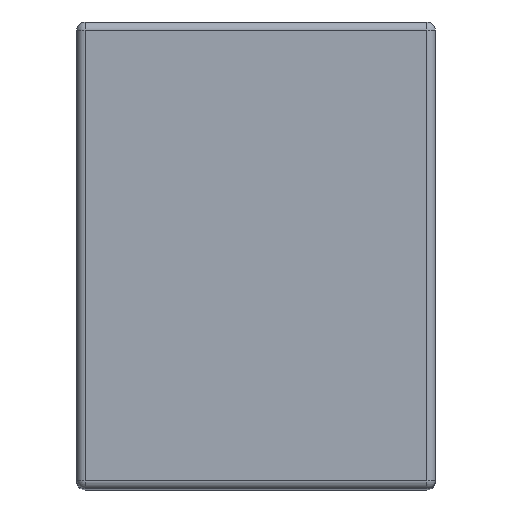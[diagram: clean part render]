
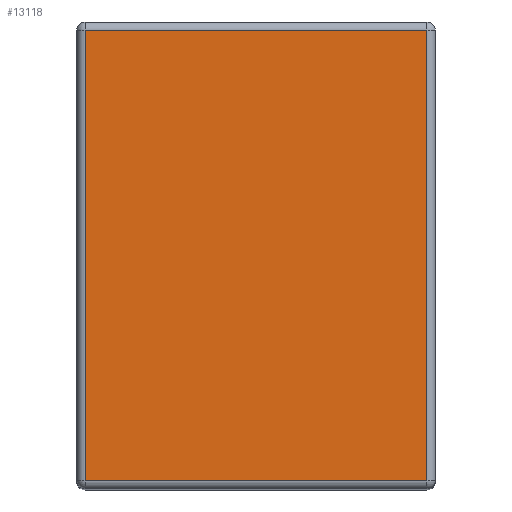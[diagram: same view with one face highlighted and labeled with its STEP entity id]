
A CAD part, top view. The second image highlights one B-rep face of the part: STEP entity #13118.
In plain terms, the highlighted planar face has unit normal (0, 0, 1).
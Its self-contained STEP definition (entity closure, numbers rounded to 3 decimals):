
#646 = CARTESIAN_POINT ( 'NONE',  ( 10.25, 13.5, 36. ) ) ;
#1700 = DIRECTION ( 'NONE',  ( 0., -1., 0. ) ) ;
#1787 = DIRECTION ( 'NONE',  ( 0., 1., 0. ) ) ;
#1811 = DIRECTION ( 'NONE',  ( 1., 0., 0. ) ) ;
#1943 = CARTESIAN_POINT ( 'NONE',  ( 10.25, 14., 36. ) ) ;
#2234 = CARTESIAN_POINT ( 'NONE',  ( 10.25, -13.5, 36. ) ) ;
#2382 = ORIENTED_EDGE ( 'NONE', *, *, #2473, .T. ) ;
#2473 = EDGE_CURVE ( 'NONE', #12693, #8759, #7769, .T. ) ;
#2783 = FACE_OUTER_BOUND ( 'NONE', #13117, .T. ) ;
#3487 = LINE ( 'NONE', #4552, #10680 ) ;
#3834 = DIRECTION ( 'NONE',  ( 0., 0., 1. ) ) ;
#3995 = CARTESIAN_POINT ( 'NONE',  ( 10.75, -13.5, 36. ) ) ;
#4075 = CARTESIAN_POINT ( 'NONE',  ( -10.25, 13.5, 36. ) ) ;
#4110 = EDGE_CURVE ( 'NONE', #11069, #10874, #7119, .T. ) ;
#4552 = CARTESIAN_POINT ( 'NONE',  ( -10.25, -14., 36. ) ) ;
#4609 = VECTOR ( 'NONE', #1811, 1000. ) ;
#6641 = ORIENTED_EDGE ( 'NONE', *, *, #9246, .T. ) ;
#6760 = CARTESIAN_POINT ( 'NONE',  ( -10.75, 13.5, 36. ) ) ;
#7119 = LINE ( 'NONE', #3995, #4609 ) ;
#7162 = LINE ( 'NONE', #1943, #12798 ) ;
#7169 = CARTESIAN_POINT ( 'NONE',  ( 0., 0., 36. ) ) ;
#7767 = ORIENTED_EDGE ( 'NONE', *, *, #4110, .T. ) ;
#7769 = LINE ( 'NONE', #6760, #12924 ) ;
#8097 = PLANE ( 'NONE',  #11333 ) ;
#8759 = VERTEX_POINT ( 'NONE', #4075 ) ;
#9033 = ORIENTED_EDGE ( 'NONE', *, *, #11664, .T. ) ;
#9246 = EDGE_CURVE ( 'NONE', #8759, #11069, #3487, .T. ) ;
#10680 = VECTOR ( 'NONE', #1700, 1000. ) ;
#10874 = VERTEX_POINT ( 'NONE', #2234 ) ;
#10908 = DIRECTION ( 'NONE',  ( -1., 0., 0. ) ) ;
#11069 = VERTEX_POINT ( 'NONE', #13017 ) ;
#11333 = AXIS2_PLACEMENT_3D ( 'NONE', #7169, #3834, #13651 ) ;
#11664 = EDGE_CURVE ( 'NONE', #10874, #12693, #7162, .T. ) ;
#12693 = VERTEX_POINT ( 'NONE', #646 ) ;
#12798 = VECTOR ( 'NONE', #1787, 1000. ) ;
#12924 = VECTOR ( 'NONE', #10908, 1000. ) ;
#13017 = CARTESIAN_POINT ( 'NONE',  ( -10.25, -13.5, 36. ) ) ;
#13117 = EDGE_LOOP ( 'NONE', ( #6641, #7767, #9033, #2382 ) ) ;
#13118 = ADVANCED_FACE ( 'NONE', ( #2783 ), #8097, .T. ) ;
#13651 = DIRECTION ( 'NONE',  ( 1., 0., 0. ) ) ;
